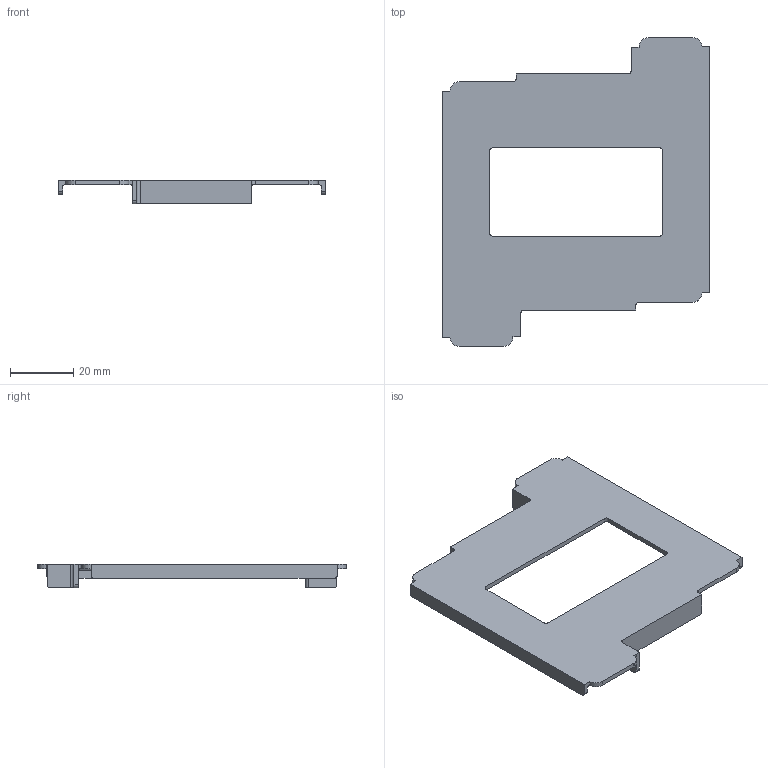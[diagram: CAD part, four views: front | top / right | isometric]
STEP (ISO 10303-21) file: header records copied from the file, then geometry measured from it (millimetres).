
FILE_DESCRIPTION(/* description */ (''),/* implementation_level */ '2;1');
FILE_NAME(/* name */ 'Modular P-Group Battery Tray v3.stp',/* time_stamp */ '2020-05-09T12:23:40-07:00',/* author */ ('andre'),/* organization */ (''),/* preprocessor_version */ 'ST-DEVELOPER v17',/* originating_system */ 'Autodesk Inventor 2019',/* authorisation */ '');
FILE_SCHEMA (('AUTOMOTIVE_DESIGN { 1 0 10303 214 3 1 1 }'));
Length unit declared in the file: millimetre
Products named in the file (1): Modular P-Group Battery Tray
Bounding box: 85 x 98 x 7.5 mm (x, y, z)
Volume: 9275.2 mm3; surface area: 13311.1 mm2
Topology: 1 solids, 1 shells, 96 faces, 270 edges, 170 vertices
Faces by surface type: plane 51, cylinder 35, cone 8, torus 2
Entity records: 3089 total; most frequent: CARTESIAN_POINT 547, DIRECTION 532, ORIENTED_EDGE 524, EDGE_CURVE 262, LINE 182, VECTOR 182, AXIS2_PLACEMENT_3D 175, VERTEX_POINT 170
